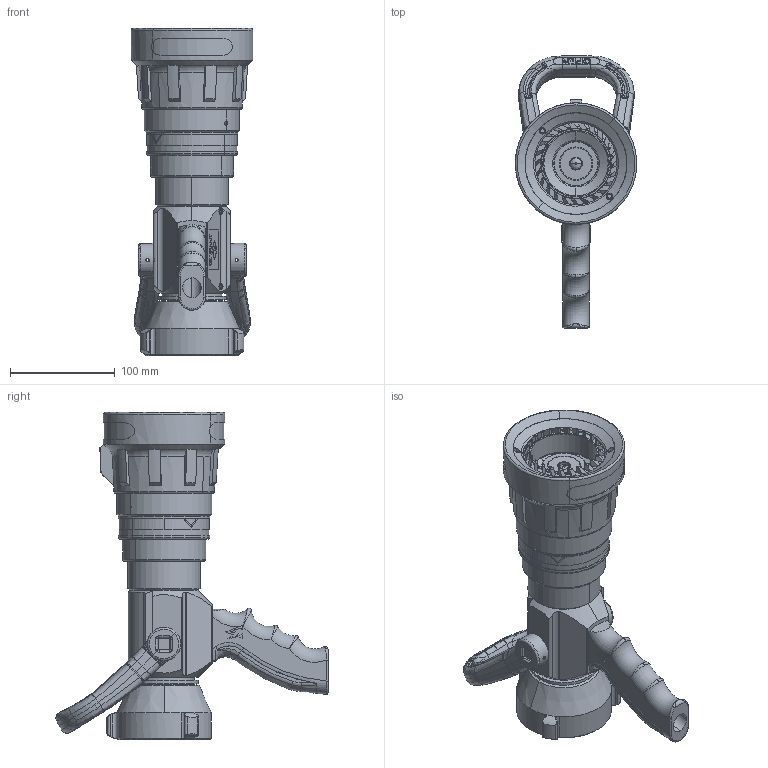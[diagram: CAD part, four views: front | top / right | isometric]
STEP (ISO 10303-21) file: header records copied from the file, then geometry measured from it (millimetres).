
FILE_DESCRIPTION((''),'2;1');
FILE_NAME('2_5_SWVL_SW0001','2012-03-23T',('jhabe'),(''),'PRO/ENGINEER BY PARAMETRIC TECHNOLOGY CORPORATION, 2011310','PRO/ENGINEER BY PARAMETRIC TECHNOLOGY CORPORATION, 2011310','');
FILE_SCHEMA(('CONFIG_CONTROL_DESIGN'));
Length unit declared in the file: inch
Products named in the file (1): 2_5_SWVL_SW0001
Bounding box: 115.89 x 259.54 x 311.89 mm (x, y, z)
Surface area: 262727 mm2 (no closed solid volume)
Topology: 0 solids, 61 shells, 1269 faces, 4054 edges, 2799 vertices
Faces by surface type: plane 446, bspline 296, cylinder 264, cone 118, torus 87, extrusion 51, sphere 7
Entity records: 66978 total; most frequent: CARTESIAN_POINT 34870, ORIENTED_EDGE 6891, DIRECTION 5402, EDGE_CURVE 4043, VERTEX_POINT 2799, VECTOR 1804, AXIS2_PLACEMENT_3D 1799, LINE 1753
